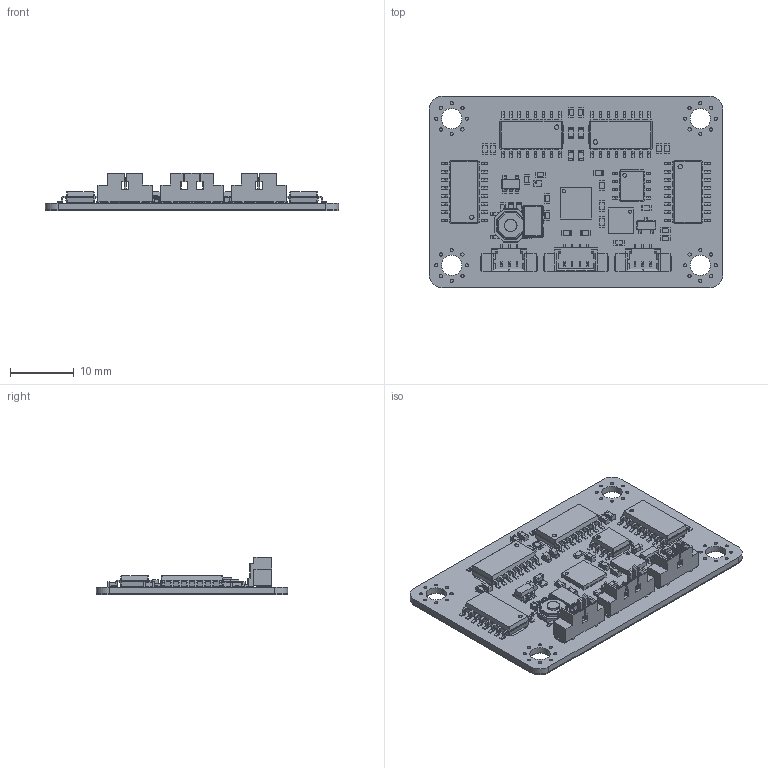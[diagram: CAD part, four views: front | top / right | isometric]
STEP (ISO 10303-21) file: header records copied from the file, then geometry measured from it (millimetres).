
FILE_DESCRIPTION(('KiCad electronic assembly'),'2;1');
FILE_NAME('Sun_sensor.step','2023-01-16T13:59:28',('Pcbnew'),('Kicad'), 'Open CASCADE STEP processor 7.5','KiCad to STEP converter','Unknown' );
FILE_SCHEMA(('AUTOMOTIVE_DESIGN { 1 0 10303 214 1 1 1 1 }'));
Length unit declared in the file: millimetre
Products named in the file (317): Sun_sensor 1; SOT-23-5; SOLID; WLP-4_0.83x0.83mm_P0.4mm; DFN-8-1EP_4x4mm_P0.8mm_EP2.5x3.6mm; Oscillator_SMD_Fox_FT5H_5.0x3.2mm; COMPOUND; SOT-23; C_0603_1608Metric; R_0603_1608Metric; QFN-32-1EP_5x5mm_P0.5mm_EP3.45x3.45mm; SOIC-16_3.9x9.9mm_P1.27mm; SW_SPST_TL3342; SOIC-8_3.9x4.9mm_P1.27mm; LED_0603_1608Metric; 10114828-XXX03LFc; FACE; 10114828-XXX04LFc; Stencil; Sun_sensor PCB
Assembly tree (344 placements, depth 3):
  Sun_sensor 1
    SOT-23-5
      SOLID
    WLP-4_0.83x0.83mm_P0.4mm
      SOLID
    DFN-8-1EP_4x4mm_P0.8mm_EP2.5x3.6mm
      SOLID
    Oscillator_SMD_Fox_FT5H_5.0x3.2mm
      COMPOUND
    SOT-23
      SOLID
    C_0603_1608Metric  x18
      SOLID
    R_0603_1608Metric  x7
      SOLID
    QFN-32-1EP_5x5mm_P0.5mm_EP3.45x3.45mm
      SOLID
    SOIC-16_3.9x9.9mm_P1.27mm  x4
      SOLID
    SW_SPST_TL3342
      SOLID
    SOIC-8_3.9x4.9mm_P1.27mm
      SOLID
    LED_0603_1608Metric  x2
      SOLID
    10114828-XXX03LFc  x2
      FACE
      FACE
      FACE
      FACE
      FACE
      FACE
      FACE
      FACE
      FACE
      FACE
      FACE
      FACE
      FACE
      FACE
      FACE
      FACE
      FACE
      FACE
      FACE
      FACE
      FACE
      FACE
      FACE
      FACE
      FACE
      FACE
      FACE
      FACE
      FACE
      FACE
      FACE
      FACE
      FACE
      FACE
Bounding box: 46 x 30 x 5.86 mm (x, y, z)
Volume: 1729.5 mm3; surface area: 6990.7 mm2
Topology: 43 solids, 461 shells, 3407 faces, 10286 edges, 7425 vertices
Faces by surface type: plane 1229, bspline 1220, cylinder 532, extrusion 411, revolution 10, torus 5
Full cylindrical faces by diameter (mm): 0.5 x34, 0.6 x1, 2 x1, 3.2 x4, 3.5 x4
Entity records: 143732 total; most frequent: CARTESIAN_POINT 32935, DIRECTION 14637, VECTOR 10477, LINE 10194, ORIENTED_EDGE 9644, PCURVE 9644, DEFINITIONAL_REPRESENTATION 9644, EDGE_CURVE 5610
